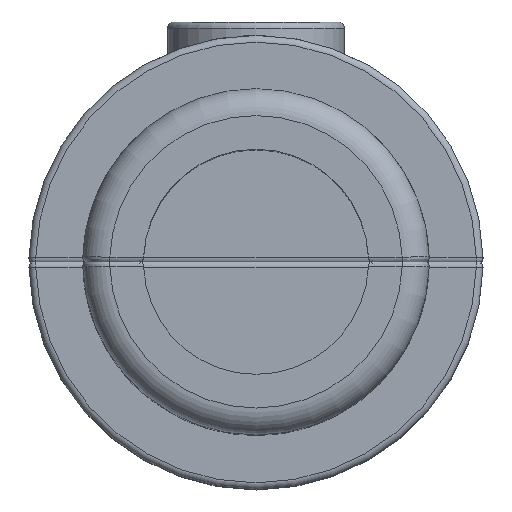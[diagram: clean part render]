
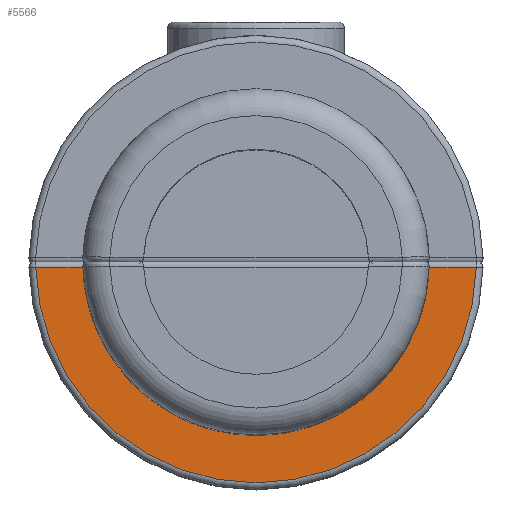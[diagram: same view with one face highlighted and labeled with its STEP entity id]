
A CAD part, top view. The second image highlights one B-rep face of the part: STEP entity #5566.
In plain terms, the highlighted face is planar.
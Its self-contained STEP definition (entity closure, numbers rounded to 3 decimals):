
#65 = VERTEX_POINT ( 'NONE', #5388 ) ;
#142 = VERTEX_POINT ( 'NONE', #7479 ) ;
#265 = ORIENTED_EDGE ( 'NONE', *, *, #8305, .T. ) ;
#317 = CARTESIAN_POINT ( 'NONE',  ( 0.59, 12.992, -10. ) ) ;
#359 = CARTESIAN_POINT ( 'NONE',  ( 12.822, 0.5, -10. ) ) ;
#393 = CARTESIAN_POINT ( 'NONE',  ( 12.699, 2.065, -10. ) ) ;
#399 = CARTESIAN_POINT ( 'NONE',  ( -12.828, 0.5, -10. ) ) ;
#687 = CARTESIAN_POINT ( 'NONE',  ( 0., 0.5, -10. ) ) ;
#979 = ORIENTED_EDGE ( 'NONE', *, *, #6552, .T. ) ;
#1015 = CARTESIAN_POINT ( 'NONE',  ( -2.155, 12.84, -10. ) ) ;
#1087 = CARTESIAN_POINT ( 'NONE',  ( 12.65, 2.453, -10. ) ) ;
#1095 = VERTEX_POINT ( 'NONE', #6801 ) ;
#1117 = EDGE_CURVE ( 'NONE', #1407, #65, #1588, .T. ) ;
#1121 = CARTESIAN_POINT ( 'NONE',  ( 12.158, 4.36, -10. ) ) ;
#1153 = CARTESIAN_POINT ( 'NONE',  ( -12.146, 4.368, -10. ) ) ;
#1183 = VECTOR ( 'NONE', #7573, 1000. ) ;
#1312 = ORIENTED_EDGE ( 'NONE', *, *, #8658, .T. ) ;
#1407 = VERTEX_POINT ( 'NONE', #4325 ) ;
#1588 = LINE ( 'NONE', #8318, #9383 ) ;
#1714 = B_SPLINE_CURVE_WITH_KNOTS ( 'NONE', 3,
 ( #359, #7150, #5522, #393, #1087, #8633, #2621, #1121, #7901, #4075, #3363, #6338, #6409, #8667, #3295, #7788, #5556, #9303, #4109, #2552, #9378, #7109, #9410, #1864, #4902, #317, #3396, #1903, #5592, #1015, #8707, #3263, #8566, #4009, #2661, #7179, #2520, #4758, #6372, #4146, #6305, #8597, #9442, #5668, #1797, #1153, #6452, #3331, #7076, #7829 ),
 .UNSPECIFIED., .F., .F.,
 ( 4, 2, 2, 2, 2, 2, 2, 2, 2, 2, 2, 2, 2, 2, 2, 2, 2, 2, 2, 2, 2, 2, 2, 2, 4 ),
 ( 0., 0.002, 0.003, 0.004, 0.005, 0.007, 0.009, 0.01, 0.012, 0.013, 0.014, 0.017, 0.019, 0.02, 0.022, 0.024, 0.025, 0.026, 0.029, 0.03, 0.031, 0.033, 0.036, 0.037, 0.038 ),
 .UNSPECIFIED. ) ;
#1780 = LINE ( 'NONE', #687, #1183 ) ;
#1797 = CARTESIAN_POINT ( 'NONE',  ( -11.724, 5.461, -10. ) ) ;
#1864 = CARTESIAN_POINT ( 'NONE',  ( 2.541, 12.769, -10. ) ) ;
#1903 = CARTESIAN_POINT ( 'NONE',  ( -0.596, 12.992, -10. ) ) ;
#1919 = CARTESIAN_POINT ( 'NONE',  ( 0., 0.5, -10. ) ) ;
#2233 = DIRECTION ( 'NONE',  ( -1., 0., 0. ) ) ;
#2335 = ORIENTED_EDGE ( 'NONE', *, *, #5894, .T. ) ;
#2520 = CARTESIAN_POINT ( 'NONE',  ( -7.217, 10.807, -10. ) ) ;
#2538 = DIRECTION ( 'NONE',  ( 0., 0., 1. ) ) ;
#2552 = CARTESIAN_POINT ( 'NONE',  ( 6.211, 11.404, -10. ) ) ;
#2621 = CARTESIAN_POINT ( 'NONE',  ( 12.403, 3.608, -10. ) ) ;
#2661 = CARTESIAN_POINT ( 'NONE',  ( -5.515, 11.762, -10. ) ) ;
#2702 = CARTESIAN_POINT ( 'NONE',  ( 0., 0.15, -10. ) ) ;
#2766 = DIRECTION ( 'NONE',  ( 1., 0., 0. ) ) ;
#3043 = VERTEX_POINT ( 'NONE', #5399 ) ;
#3062 = CARTESIAN_POINT ( 'NONE',  ( 12.824, 0.5, -10. ) ) ;
#3263 = CARTESIAN_POINT ( 'NONE',  ( -4.053, 12.35, -10. ) ) ;
#3284 = DIRECTION ( 'NONE',  ( 1., 0., 0. ) ) ;
#3295 = CARTESIAN_POINT ( 'NONE',  ( 9.576, 8.73, -10. ) ) ;
#3331 = CARTESIAN_POINT ( 'NONE',  ( -12.485, 3.24, -10. ) ) ;
#3363 = CARTESIAN_POINT ( 'NONE',  ( 11.19, 6.5, -10. ) ) ;
#3396 = CARTESIAN_POINT ( 'NONE',  ( 0.194, 13.005, -10. ) ) ;
#3465 = CARTESIAN_POINT ( 'NONE',  ( -12.796, 1.157, -10. ) ) ;
#3859 = CIRCLE ( 'NONE', #4787, 16.35 ) ;
#4009 = CARTESIAN_POINT ( 'NONE',  ( -5.159, 11.926, -10. ) ) ;
#4075 = CARTESIAN_POINT ( 'NONE',  ( 11.549, 5.805, -10. ) ) ;
#4109 = CARTESIAN_POINT ( 'NONE',  ( 6.886, 11.003, -10. ) ) ;
#4146 = CARTESIAN_POINT ( 'NONE',  ( -9.034, 9.297, -10. ) ) ;
#4189 = DIRECTION ( 'NONE',  ( -1., 0., 0. ) ) ;
#4325 = CARTESIAN_POINT ( 'NONE',  ( -12.828, 0.5, -10. ) ) ;
#4712 = EDGE_LOOP ( 'NONE', ( #265, #2335, #6341, #1312, #4970, #979 ) ) ;
#4758 = CARTESIAN_POINT ( 'NONE',  ( -8.156, 10.085, -10. ) ) ;
#4777 = VERTEX_POINT ( 'NONE', #3062 ) ;
#4787 = AXIS2_PLACEMENT_3D ( 'NONE', #2702, #7980, #2766 ) ;
#4814 = VECTOR ( 'NONE', #4189, 1000. ) ;
#4874 = B_SPLINE_CURVE_WITH_KNOTS ( 'NONE', 3,
 ( #9539, #6544, #3465, #399 ),
 .UNSPECIFIED., .F., .F.,
 ( 4, 4 ),
 ( 0., 0.002 ),
 .UNSPECIFIED. ) ;
#4902 = CARTESIAN_POINT ( 'NONE',  ( 1.766, 12.901, -10. ) ) ;
#4970 = ORIENTED_EDGE ( 'NONE', *, *, #1117, .T. ) ;
#5385 = AXIS2_PLACEMENT_3D ( 'NONE', #6287, #2538, #3284 ) ;
#5388 = CARTESIAN_POINT ( 'NONE',  ( -16.346, 0.5, -10. ) ) ;
#5396 = FACE_OUTER_BOUND ( 'NONE', #4712, .T. ) ;
#5399 = CARTESIAN_POINT ( 'NONE',  ( 12.822, 0.5, -10. ) ) ;
#5520 = LINE ( 'NONE', #1919, #4814 ) ;
#5522 = CARTESIAN_POINT ( 'NONE',  ( 12.773, 1.284, -10. ) ) ;
#5556 = CARTESIAN_POINT ( 'NONE',  ( 8.176, 10.091, -10. ) ) ;
#5566 = ADVANCED_FACE ( 'NONE', ( #5396 ), #8551, .F. ) ;
#5592 = CARTESIAN_POINT ( 'NONE',  ( -0.988, 12.967, -10. ) ) ;
#5668 = CARTESIAN_POINT ( 'NONE',  ( -11.379, 6.164, -10. ) ) ;
#5894 = EDGE_CURVE ( 'NONE', #4777, #3043, #1780, .T. ) ;
#6287 = CARTESIAN_POINT ( 'NONE',  ( 0., 0.15, -10. ) ) ;
#6305 = CARTESIAN_POINT ( 'NONE',  ( -9.308, 9.018, -10. ) ) ;
#6338 = CARTESIAN_POINT ( 'NONE',  ( 10.553, 7.494, -10. ) ) ;
#6341 = ORIENTED_EDGE ( 'NONE', *, *, #7504, .T. ) ;
#6372 = CARTESIAN_POINT ( 'NONE',  ( -8.459, 9.83, -10. ) ) ;
#6409 = CARTESIAN_POINT ( 'NONE',  ( 10.321, 7.818, -10. ) ) ;
#6452 = CARTESIAN_POINT ( 'NONE',  ( -12.271, 3.997, -10. ) ) ;
#6544 = CARTESIAN_POINT ( 'NONE',  ( -12.751, 1.812, -10. ) ) ;
#6552 = EDGE_CURVE ( 'NONE', #65, #1095, #3859, .T. ) ;
#6801 = CARTESIAN_POINT ( 'NONE',  ( 16.346, 0.5, -10. ) ) ;
#7076 = CARTESIAN_POINT ( 'NONE',  ( -12.574, 2.853, -10. ) ) ;
#7109 = CARTESIAN_POINT ( 'NONE',  ( 4.808, 12.092, -10. ) ) ;
#7150 = CARTESIAN_POINT ( 'NONE',  ( 12.799, 0.892, -10. ) ) ;
#7179 = CARTESIAN_POINT ( 'NONE',  ( -6.557, 11.226, -10. ) ) ;
#7479 = CARTESIAN_POINT ( 'NONE',  ( -12.64, 2.462, -10. ) ) ;
#7504 = EDGE_CURVE ( 'NONE', #3043, #142, #1714, .T. ) ;
#7573 = DIRECTION ( 'NONE',  ( -1., 0., 0. ) ) ;
#7788 = CARTESIAN_POINT ( 'NONE',  ( 8.765, 9.577, -10. ) ) ;
#7829 = CARTESIAN_POINT ( 'NONE',  ( -12.64, 2.462, -10. ) ) ;
#7901 = CARTESIAN_POINT ( 'NONE',  ( 12.014, 4.725, -10. ) ) ;
#7980 = DIRECTION ( 'NONE',  ( 0., 0., -1. ) ) ;
#8305 = EDGE_CURVE ( 'NONE', #1095, #4777, #5520, .T. ) ;
#8318 = CARTESIAN_POINT ( 'NONE',  ( 0., 0.5, -10. ) ) ;
#8551 = PLANE ( 'NONE',  #5385 ) ;
#8566 = CARTESIAN_POINT ( 'NONE',  ( -4.428, 12.219, -10. ) ) ;
#8597 = CARTESIAN_POINT ( 'NONE',  ( -10.089, 8.145, -10. ) ) ;
#8633 = CARTESIAN_POINT ( 'NONE',  ( 12.502, 3.224, -10. ) ) ;
#8658 = EDGE_CURVE ( 'NONE', #142, #1407, #4874, .T. ) ;
#8667 = CARTESIAN_POINT ( 'NONE',  ( 9.833, 8.435, -10. ) ) ;
#8707 = CARTESIAN_POINT ( 'NONE',  ( -2.922, 12.687, -10. ) ) ;
#9303 = CARTESIAN_POINT ( 'NONE',  ( 7.217, 10.785, -10. ) ) ;
#9378 = CARTESIAN_POINT ( 'NONE',  ( 5.866, 11.589, -10. ) ) ;
#9383 = VECTOR ( 'NONE', #2233, 1000. ) ;
#9410 = CARTESIAN_POINT ( 'NONE',  ( 4.071, 12.363, -10. ) ) ;
#9442 = CARTESIAN_POINT ( 'NONE',  ( -10.557, 7.515, -10. ) ) ;
#9539 = CARTESIAN_POINT ( 'NONE',  ( -12.64, 2.462, -10. ) ) ;
